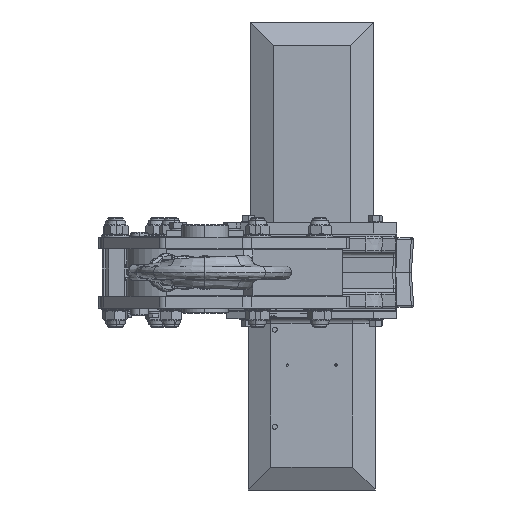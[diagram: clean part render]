
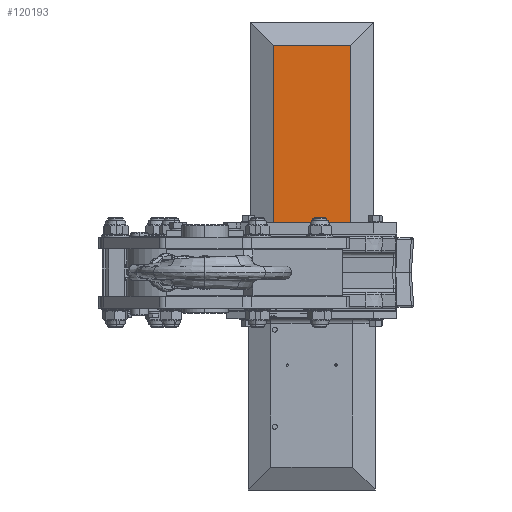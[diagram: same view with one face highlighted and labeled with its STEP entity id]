
A CAD part, front view. The second image highlights one B-rep face of the part: STEP entity #120193.
In plain terms, the highlighted planar face has unit normal (0, -1, 0).
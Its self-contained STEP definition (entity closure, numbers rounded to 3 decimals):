
#26966 = DIRECTION ( 'NONE',  ( 0., 0., -1. ) ) ;
#26968 = VECTOR ( 'NONE', #26966, 1000. ) ;
#26969 = CARTESIAN_POINT ( 'NONE',  ( 132.4, -75.5, 325. ) ) ;
#27010 = LINE ( 'NONE', #26969, #26968 ) ;
#93857 = CARTESIAN_POINT ( 'NONE',  ( 232.4, -75.5, 65. ) ) ;
#94784 = CARTESIAN_POINT ( 'NONE',  ( 232.4, -75.5, 295. ) ) ;
#94809 = CARTESIAN_POINT ( 'NONE',  ( 132.4, -75.5, 295. ) ) ;
#94906 = DIRECTION ( 'NONE',  ( 0., 0., -1. ) ) ;
#94907 = VECTOR ( 'NONE', #94906, 1000. ) ;
#94908 = CARTESIAN_POINT ( 'NONE',  ( 232.4, -75.5, 325. ) ) ;
#94922 = LINE ( 'NONE', #94908, #94907 ) ;
#94928 = VECTOR ( 'NONE', #94930, 1000. ) ;
#94930 = DIRECTION ( 'NONE',  ( -1., 0., 0. ) ) ;
#94931 = CARTESIAN_POINT ( 'NONE',  ( 132.4, -75.5, 295. ) ) ;
#94932 = DIRECTION ( 'NONE',  ( 0., 0., -1. ) ) ;
#94933 = DIRECTION ( 'NONE',  ( 0., 1., 0. ) ) ;
#94934 = CARTESIAN_POINT ( 'NONE',  ( 232.4, -75.5, 325. ) ) ;
#94935 = AXIS2_PLACEMENT_3D ( 'NONE', #94934, #94933, #94932 ) ;
#94936 = PLANE ( 'NONE',  #94935 ) ;
#94961 = LINE ( 'NONE', #94931, #94928 ) ;
#94964 = FACE_OUTER_BOUND ( 'NONE', #119883, .T. ) ;
#95566 = DIRECTION ( 'NONE',  ( 1., 0., 0. ) ) ;
#95567 = VECTOR ( 'NONE', #95566, 1000. ) ;
#95568 = CARTESIAN_POINT ( 'NONE',  ( 232.4, -75.5, 65. ) ) ;
#95569 = LINE ( 'NONE', #95568, #95567 ) ;
#95831 = CARTESIAN_POINT ( 'NONE',  ( 132.4, -75.5, 65. ) ) ;
#118617 = EDGE_CURVE ( 'NONE', #120119, #120725, #27010, .T. ) ;
#119883 = EDGE_LOOP ( 'NONE', ( #120198, #120195, #120212, #120651 ) ) ;
#119895 = VERTEX_POINT ( 'NONE', #93857 ) ;
#120117 = VERTEX_POINT ( 'NONE', #94784 ) ;
#120119 = VERTEX_POINT ( 'NONE', #94809 ) ;
#120193 = ADVANCED_FACE ( 'NONE', ( #94964 ), #94936, .F. ) ;
#120195 = ORIENTED_EDGE ( 'NONE', *, *, #120202, .T. ) ;
#120198 = ORIENTED_EDGE ( 'NONE', *, *, #120209, .F. ) ;
#120202 = EDGE_CURVE ( 'NONE', #120117, #120119, #94961, .T. ) ;
#120209 = EDGE_CURVE ( 'NONE', #120117, #119895, #94922, .T. ) ;
#120212 = ORIENTED_EDGE ( 'NONE', *, *, #118617, .T. ) ;
#120651 = ORIENTED_EDGE ( 'NONE', *, *, #120659, .T. ) ;
#120659 = EDGE_CURVE ( 'NONE', #120725, #119895, #95569, .T. ) ;
#120725 = VERTEX_POINT ( 'NONE', #95831 ) ;
